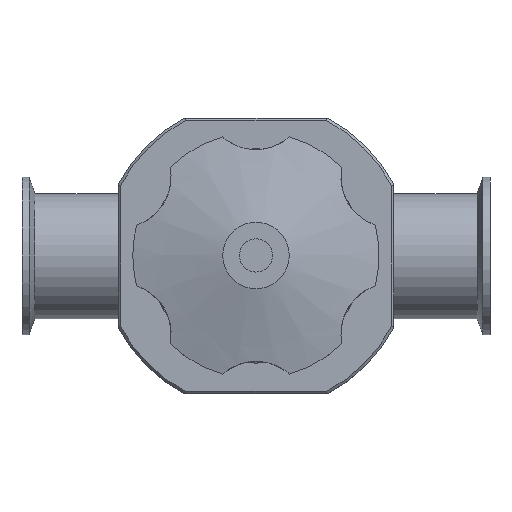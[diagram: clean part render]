
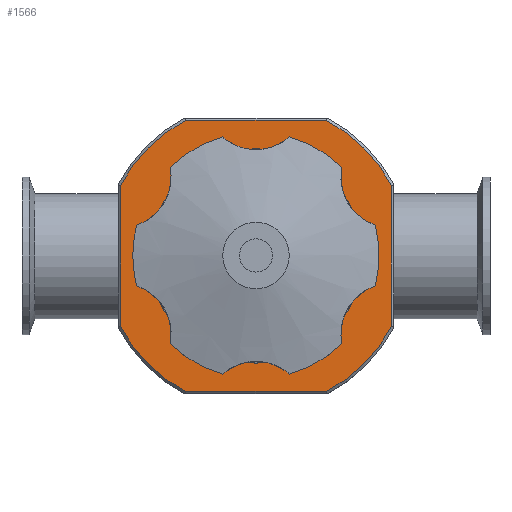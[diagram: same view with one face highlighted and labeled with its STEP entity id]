
A CAD part, top view. The second image highlights one B-rep face of the part: STEP entity #1566.
In plain terms, the highlighted planar face has unit normal (0, 0, 1).
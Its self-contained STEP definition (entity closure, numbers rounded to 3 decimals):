
#37=FACE_BOUND('',#286,.T.);
#73=PLANE('',#1771);
#176=FACE_OUTER_BOUND('',#285,.T.);
#285=EDGE_LOOP('',(#1382,#1383,#1384,#1385,#1386,#1387,#1388,#1389));
#286=EDGE_LOOP('',(#1390));
#341=CIRCLE('',#1632,43.5);
#390=CIRCLE('',#1751,62.);
#392=CIRCLE('',#1756,62.);
#394=CIRCLE('',#1759,62.);
#396=CIRCLE('',#1763,62.);
#494=LINE('',#2742,#606);
#496=LINE('',#2753,#608);
#498=LINE('',#2778,#610);
#500=LINE('',#2790,#612);
#606=VECTOR('',#2189,10.);
#608=VECTOR('',#2193,10.);
#610=VECTOR('',#2209,10.);
#612=VECTOR('',#2219,10.);
#652=VERTEX_POINT('',#2432);
#745=VERTEX_POINT('',#2723);
#746=VERTEX_POINT('',#2728);
#748=VERTEX_POINT('',#2737);
#751=VERTEX_POINT('',#2747);
#752=VERTEX_POINT('',#2752);
#754=VERTEX_POINT('',#2764);
#756=VERTEX_POINT('',#2773);
#758=VERTEX_POINT('',#2782);
#807=EDGE_CURVE('',#652,#652,#341,.T.);
#945=EDGE_CURVE('',#745,#746,#390,.T.);
#949=EDGE_CURVE('',#748,#745,#494,.T.);
#952=EDGE_CURVE('',#751,#752,#496,.T.);
#955=EDGE_CURVE('',#752,#748,#392,.T.);
#958=EDGE_CURVE('',#754,#751,#394,.T.);
#961=EDGE_CURVE('',#756,#754,#498,.T.);
#964=EDGE_CURVE('',#758,#756,#396,.T.);
#966=EDGE_CURVE('',#746,#758,#500,.T.);
#1382=ORIENTED_EDGE('',*,*,#952,.F.);
#1383=ORIENTED_EDGE('',*,*,#958,.F.);
#1384=ORIENTED_EDGE('',*,*,#961,.F.);
#1385=ORIENTED_EDGE('',*,*,#964,.F.);
#1386=ORIENTED_EDGE('',*,*,#966,.F.);
#1387=ORIENTED_EDGE('',*,*,#945,.F.);
#1388=ORIENTED_EDGE('',*,*,#949,.F.);
#1389=ORIENTED_EDGE('',*,*,#955,.F.);
#1390=ORIENTED_EDGE('',*,*,#807,.T.);
#1566=ADVANCED_FACE('',(#176,#37),#73,.T.);
#1632=AXIS2_PLACEMENT_3D('',#2434,#1868,#1869);
#1751=AXIS2_PLACEMENT_3D('',#2729,#2184,#2185);
#1756=AXIS2_PLACEMENT_3D('',#2760,#2198,#2199);
#1759=AXIS2_PLACEMENT_3D('',#2769,#2204,#2205);
#1763=AXIS2_PLACEMENT_3D('',#2787,#2214,#2215);
#1771=AXIS2_PLACEMENT_3D('',#2809,#2239,#2240);
#1868=DIRECTION('center_axis',(0.,0.,-1.));
#1869=DIRECTION('ref_axis',(1.,0.,0.));
#2184=DIRECTION('center_axis',(0.,0.,-1.));
#2185=DIRECTION('ref_axis',(0.889,0.458,0.));
#2189=DIRECTION('',(1.,0.,0.));
#2193=DIRECTION('',(0.,1.,0.));
#2198=DIRECTION('center_axis',(0.,0.,-1.));
#2199=DIRECTION('ref_axis',(-0.458,0.889,0.));
#2204=DIRECTION('center_axis',(0.,0.,-1.));
#2205=DIRECTION('ref_axis',(-0.889,-0.458,0.));
#2209=DIRECTION('',(-1.,0.,0.));
#2214=DIRECTION('center_axis',(0.,0.,-1.));
#2215=DIRECTION('ref_axis',(0.458,-0.889,0.));
#2219=DIRECTION('',(0.,-1.,0.));
#2239=DIRECTION('center_axis',(0.,0.,1.));
#2240=DIRECTION('ref_axis',(1.,0.,0.));
#2432=CARTESIAN_POINT('',(-43.5,0.,0.));
#2434=CARTESIAN_POINT('Origin',(0.,0.,0.));
#2723=CARTESIAN_POINT('',(28.618,55.,0.));
#2728=CARTESIAN_POINT('',(55.,28.618,0.));
#2729=CARTESIAN_POINT('Origin',(0.,0.,0.));
#2737=CARTESIAN_POINT('',(-28.618,55.,0.));
#2742=CARTESIAN_POINT('',(14.431,55.,0.));
#2747=CARTESIAN_POINT('',(-55.,-28.618,0.));
#2752=CARTESIAN_POINT('',(-55.,28.618,0.));
#2753=CARTESIAN_POINT('',(-55.,14.431,0.));
#2760=CARTESIAN_POINT('Origin',(0.,0.,0.));
#2764=CARTESIAN_POINT('',(-28.618,-55.,0.));
#2769=CARTESIAN_POINT('Origin',(0.,0.,0.));
#2773=CARTESIAN_POINT('',(28.618,-55.,0.));
#2778=CARTESIAN_POINT('',(-14.431,-55.,0.));
#2782=CARTESIAN_POINT('',(55.,-28.618,0.));
#2787=CARTESIAN_POINT('Origin',(0.,0.,0.));
#2790=CARTESIAN_POINT('',(55.,-14.431,0.));
#2809=CARTESIAN_POINT('Origin',(0.,0.,
0.));
